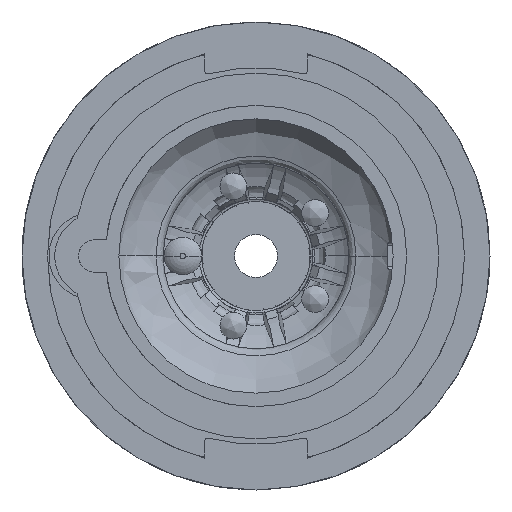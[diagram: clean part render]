
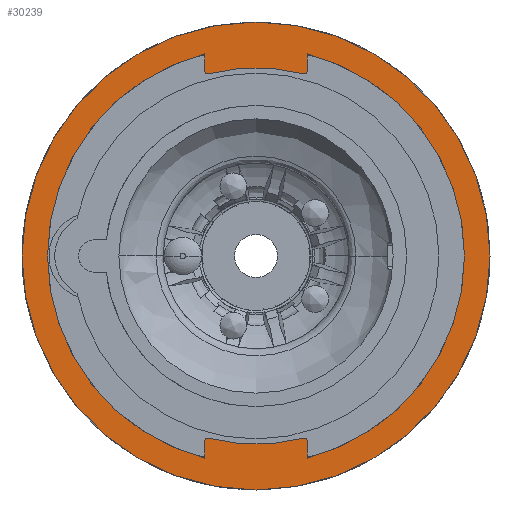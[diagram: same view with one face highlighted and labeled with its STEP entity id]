
A CAD part, left-side view. The second image highlights one B-rep face of the part: STEP entity #30239.
In plain terms, the highlighted planar face has unit normal (-1, 0, 0).
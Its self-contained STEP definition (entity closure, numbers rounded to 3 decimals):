
#739 = CARTESIAN_POINT ( 'NONE',  ( 36.5, -9.5, 0. ) ) ;
#779 = VECTOR ( 'NONE', #6455, 1000. ) ;
#1548 = EDGE_CURVE ( 'NONE', #27026, #3540, #27785, .T. ) ;
#1596 = CARTESIAN_POINT ( 'NONE',  ( 36.5, -9.5, 37.567 ) ) ;
#1828 = VERTEX_POINT ( 'NONE', #1596 ) ;
#2526 = EDGE_CURVE ( 'NONE', #28106, #22090, #29863, .T. ) ;
#2820 = ORIENTED_EDGE ( 'NONE', *, *, #13797, .T. ) ;
#2885 = CARTESIAN_POINT ( 'NONE',  ( 36.5, 0., 0. ) ) ;
#2954 = DIRECTION ( 'NONE',  ( 0., 1., 0. ) ) ;
#3024 = DIRECTION ( 'NONE',  ( 0., 1., 0. ) ) ;
#3314 = AXIS2_PLACEMENT_3D ( 'NONE', #2885, #5721, #14341 ) ;
#3356 = ORIENTED_EDGE ( 'NONE', *, *, #26004, .T. ) ;
#3540 = VERTEX_POINT ( 'NONE', #22095 ) ;
#3700 = VERTEX_POINT ( 'NONE', #5853 ) ;
#4396 = DIRECTION ( 'NONE',  ( 1., 0., 0. ) ) ;
#4611 = LINE ( 'NONE', #13232, #12103 ) ;
#4636 = DIRECTION ( 'NONE',  ( 0., -1., 0. ) ) ;
#4673 = ORIENTED_EDGE ( 'NONE', *, *, #1548, .T. ) ;
#4706 = VERTEX_POINT ( 'NONE', #14516 ) ;
#5071 = CARTESIAN_POINT ( 'NONE',  ( 36.5, 9.5, 34.34 ) ) ;
#5363 = CARTESIAN_POINT ( 'NONE',  ( 36.5, 9., -34.34 ) ) ;
#5383 = CIRCLE ( 'NONE', #14641, 38.75 ) ;
#5721 = DIRECTION ( 'NONE',  ( 1., 0., 0. ) ) ;
#5731 = CARTESIAN_POINT ( 'NONE',  ( 36.5, 0., 0. ) ) ;
#5853 = CARTESIAN_POINT ( 'NONE',  ( 36.5, 38.75, 0. ) ) ;
#6455 = DIRECTION ( 'NONE',  ( 0., 0., -1. ) ) ;
#7028 = EDGE_CURVE ( 'NONE', #34734, #30144, #33359, .T. ) ;
#7164 = PLANE ( 'NONE',  #31203 ) ;
#7367 = DIRECTION ( 'NONE',  ( -1., 0., 0. ) ) ;
#7520 = CIRCLE ( 'NONE', #28981, 43.5 ) ;
#7629 = AXIS2_PLACEMENT_3D ( 'NONE', #31760, #32107, #34905 ) ;
#8172 = DIRECTION ( 'NONE',  ( 0., 0., -1. ) ) ;
#8211 = DIRECTION ( 'NONE',  ( 0., 1., 0. ) ) ;
#8308 = EDGE_CURVE ( 'NONE', #23154, #3700, #31475, .T. ) ;
#9130 = DIRECTION ( 'NONE',  ( -1., 0., 0. ) ) ;
#9194 = CARTESIAN_POINT ( 'NONE',  ( 36.5, 9.5, -37.567 ) ) ;
#9737 = DIRECTION ( 'NONE',  ( 0., 1., 0. ) ) ;
#9768 = VECTOR ( 'NONE', #26844, 1000. ) ;
#9914 = DIRECTION ( 'NONE',  ( 1., 0., 0. ) ) ;
#10124 = ORIENTED_EDGE ( 'NONE', *, *, #13673, .T. ) ;
#10576 = ORIENTED_EDGE ( 'NONE', *, *, #17490, .T. ) ;
#12067 = CARTESIAN_POINT ( 'NONE',  ( 36.5, 8.873, 33.857 ) ) ;
#12074 = CARTESIAN_POINT ( 'NONE',  ( 36.5, -8.873, -33.857 ) ) ;
#12103 = VECTOR ( 'NONE', #32853, 1000. ) ;
#12934 = DIRECTION ( 'NONE',  ( -1., 0., 0. ) ) ;
#13232 = CARTESIAN_POINT ( 'NONE',  ( 36.5, -9.5, 0. ) ) ;
#13570 = DIRECTION ( 'NONE',  ( 1., 0., 0. ) ) ;
#13673 = EDGE_CURVE ( 'NONE', #13826, #25173, #21263, .T. ) ;
#13740 = DIRECTION ( 'NONE',  ( 1., 0., 0. ) ) ;
#13797 = EDGE_CURVE ( 'NONE', #4706, #25712, #18650, .T. ) ;
#13826 = VERTEX_POINT ( 'NONE', #31411 ) ;
#14192 = ORIENTED_EDGE ( 'NONE', *, *, #32598, .T. ) ;
#14341 = DIRECTION ( 'NONE',  ( 0., 1., 0. ) ) ;
#14516 = CARTESIAN_POINT ( 'NONE',  ( 36.5, -9.5, -34.34 ) ) ;
#14535 = DIRECTION ( 'NONE',  ( 1., 0., 0. ) ) ;
#14641 = AXIS2_PLACEMENT_3D ( 'NONE', #5731, #13740, #8211 ) ;
#15258 = CARTESIAN_POINT ( 'NONE',  ( 36.5, 0., 0. ) ) ;
#15644 = CIRCLE ( 'NONE', #24506, 0.5 ) ;
#15980 = EDGE_CURVE ( 'NONE', #28492, #27026, #15644, .T. ) ;
#17490 = EDGE_CURVE ( 'NONE', #1828, #34734, #5383, .T. ) ;
#17530 = DIRECTION ( 'NONE',  ( 0., -1., 0. ) ) ;
#17684 = ORIENTED_EDGE ( 'NONE', *, *, #23135, .T. ) ;
#17714 = ORIENTED_EDGE ( 'NONE', *, *, #2526, .T. ) ;
#17891 = DIRECTION ( 'NONE',  ( 0., 1., 0. ) ) ;
#18324 = AXIS2_PLACEMENT_3D ( 'NONE', #32898, #4396, #29989 ) ;
#18650 = CIRCLE ( 'NONE', #33757, 0.5 ) ;
#19260 = FACE_BOUND ( 'NONE', #35194, .T. ) ;
#19346 = CIRCLE ( 'NONE', #21042, 0.5 ) ;
#19375 = CARTESIAN_POINT ( 'NONE',  ( 36.5, 9.5, 0. ) ) ;
#20190 = LINE ( 'NONE', #31403, #779 ) ;
#20527 = AXIS2_PLACEMENT_3D ( 'NONE', #33896, #14535, #2954 ) ;
#21042 = AXIS2_PLACEMENT_3D ( 'NONE', #25960, #9130, #23374 ) ;
#21068 = CARTESIAN_POINT ( 'NONE',  ( 36.5, -9.5, 34.34 ) ) ;
#21192 = ORIENTED_EDGE ( 'NONE', *, *, #36291, .T. ) ;
#21263 = CIRCLE ( 'NONE', #28171, 0.5 ) ;
#22090 = VERTEX_POINT ( 'NONE', #23499 ) ;
#22095 = CARTESIAN_POINT ( 'NONE',  ( 36.5, -8.873, 33.857 ) ) ;
#22450 = DIRECTION ( 'NONE',  ( -1., 0., 0. ) ) ;
#23135 = EDGE_CURVE ( 'NONE', #22090, #28106, #7520, .T. ) ;
#23154 = VERTEX_POINT ( 'NONE', #9194 ) ;
#23230 = ORIENTED_EDGE ( 'NONE', *, *, #31075, .T. ) ;
#23294 = DIRECTION ( 'NONE',  ( -1., 0., 0. ) ) ;
#23374 = DIRECTION ( 'NONE',  ( 0., -1., 0. ) ) ;
#23499 = CARTESIAN_POINT ( 'NONE',  ( 36.5, 43.5, 0. ) ) ;
#23866 = ORIENTED_EDGE ( 'NONE', *, *, #24420, .T. ) ;
#24268 = LINE ( 'NONE', #739, #9768 ) ;
#24420 = EDGE_CURVE ( 'NONE', #32256, #28492, #36104, .T. ) ;
#24450 = CARTESIAN_POINT ( 'NONE',  ( 36.5, 9., 34.34 ) ) ;
#24506 = AXIS2_PLACEMENT_3D ( 'NONE', #24450, #7367, #4636 ) ;
#25084 = EDGE_LOOP ( 'NONE', ( #17684, #17714 ) ) ;
#25173 = VERTEX_POINT ( 'NONE', #32122 ) ;
#25604 = ORIENTED_EDGE ( 'NONE', *, *, #29640, .T. ) ;
#25712 = VERTEX_POINT ( 'NONE', #12074 ) ;
#25759 = CARTESIAN_POINT ( 'NONE',  ( 36.5, -43.5, 0. ) ) ;
#25960 = CARTESIAN_POINT ( 'NONE',  ( 36.5, -9., 34.34 ) ) ;
#26004 = EDGE_CURVE ( 'NONE', #3540, #29825, #19346, .T. ) ;
#26072 = CARTESIAN_POINT ( 'NONE',  ( 36.5, -9.5, -37.567 ) ) ;
#26241 = CARTESIAN_POINT ( 'NONE',  ( 36.5, 0., 0. ) ) ;
#26802 = CIRCLE ( 'NONE', #29139, 38.75 ) ;
#26844 = DIRECTION ( 'NONE',  ( 0., 0., 1. ) ) ;
#27026 = VERTEX_POINT ( 'NONE', #12067 ) ;
#27609 = CARTESIAN_POINT ( 'NONE',  ( 36.5, 0., 0. ) ) ;
#27785 = CIRCLE ( 'NONE', #3314, 35. ) ;
#27806 = VECTOR ( 'NONE', #8172, 1000. ) ;
#28106 = VERTEX_POINT ( 'NONE', #25759 ) ;
#28171 = AXIS2_PLACEMENT_3D ( 'NONE', #5363, #22450, #33598 ) ;
#28492 = VERTEX_POINT ( 'NONE', #5071 ) ;
#28631 = CARTESIAN_POINT ( 'NONE',  ( 36.5, -38.75, 0. ) ) ;
#28981 = AXIS2_PLACEMENT_3D ( 'NONE', #33849, #31547, #3024 ) ;
#29139 = AXIS2_PLACEMENT_3D ( 'NONE', #27609, #13570, #30176 ) ;
#29203 = ORIENTED_EDGE ( 'NONE', *, *, #7028, .T. ) ;
#29640 = EDGE_CURVE ( 'NONE', #25173, #23154, #20190, .T. ) ;
#29788 = EDGE_CURVE ( 'NONE', #25712, #13826, #33298, .T. ) ;
#29825 = VERTEX_POINT ( 'NONE', #21068 ) ;
#29863 = CIRCLE ( 'NONE', #7629, 43.5 ) ;
#29989 = DIRECTION ( 'NONE',  ( 0., 1., 0. ) ) ;
#30144 = VERTEX_POINT ( 'NONE', #26072 ) ;
#30176 = DIRECTION ( 'NONE',  ( 0., 1., 0. ) ) ;
#30236 = ORIENTED_EDGE ( 'NONE', *, *, #15980, .T. ) ;
#30239 = ADVANCED_FACE ( 'NONE', ( #19260, #31518 ), #7164, .T. ) ;
#30982 = ORIENTED_EDGE ( 'NONE', *, *, #29788, .T. ) ;
#31075 = EDGE_CURVE ( 'NONE', #30144, #4706, #4611, .T. ) ;
#31203 = AXIS2_PLACEMENT_3D ( 'NONE', #15258, #12934, #9737 ) ;
#31403 = CARTESIAN_POINT ( 'NONE',  ( 36.5, 9.5, 0. ) ) ;
#31411 = CARTESIAN_POINT ( 'NONE',  ( 36.5, 8.873, -33.857 ) ) ;
#31475 = CIRCLE ( 'NONE', #20527, 38.75 ) ;
#31518 = FACE_OUTER_BOUND ( 'NONE', #25084, .T. ) ;
#31521 = CARTESIAN_POINT ( 'NONE',  ( 36.5, 9.5, 37.567 ) ) ;
#31547 = DIRECTION ( 'NONE',  ( -1., 0., 0. ) ) ;
#31760 = CARTESIAN_POINT ( 'NONE',  ( 36.5, 0., 0. ) ) ;
#32107 = DIRECTION ( 'NONE',  ( -1., 0., 0. ) ) ;
#32122 = CARTESIAN_POINT ( 'NONE',  ( 36.5, 9.5, -34.34 ) ) ;
#32256 = VERTEX_POINT ( 'NONE', #31521 ) ;
#32598 = EDGE_CURVE ( 'NONE', #3700, #32256, #26802, .T. ) ;
#32853 = DIRECTION ( 'NONE',  ( 0., 0., 1. ) ) ;
#32898 = CARTESIAN_POINT ( 'NONE',  ( 36.5, 0., 0. ) ) ;
#33298 = CIRCLE ( 'NONE', #33746, 35. ) ;
#33359 = CIRCLE ( 'NONE', #18324, 38.75 ) ;
#33598 = DIRECTION ( 'NONE',  ( 0., -1., 0. ) ) ;
#33746 = AXIS2_PLACEMENT_3D ( 'NONE', #26241, #9914, #17891 ) ;
#33757 = AXIS2_PLACEMENT_3D ( 'NONE', #34431, #23294, #17530 ) ;
#33849 = CARTESIAN_POINT ( 'NONE',  ( 36.5, 0., 0. ) ) ;
#33896 = CARTESIAN_POINT ( 'NONE',  ( 36.5, 0., 0. ) ) ;
#34431 = CARTESIAN_POINT ( 'NONE',  ( 36.5, -9., -34.34 ) ) ;
#34734 = VERTEX_POINT ( 'NONE', #28631 ) ;
#34905 = DIRECTION ( 'NONE',  ( 0., 1., 0. ) ) ;
#35094 = ORIENTED_EDGE ( 'NONE', *, *, #8308, .T. ) ;
#35194 = EDGE_LOOP ( 'NONE', ( #30982, #10124, #25604, #35094, #14192, #23866, #30236, #4673, #3356, #21192, #10576, #29203, #23230, #2820 ) ) ;
#36104 = LINE ( 'NONE', #19375, #27806 ) ;
#36291 = EDGE_CURVE ( 'NONE', #29825, #1828, #24268, .T. ) ;
